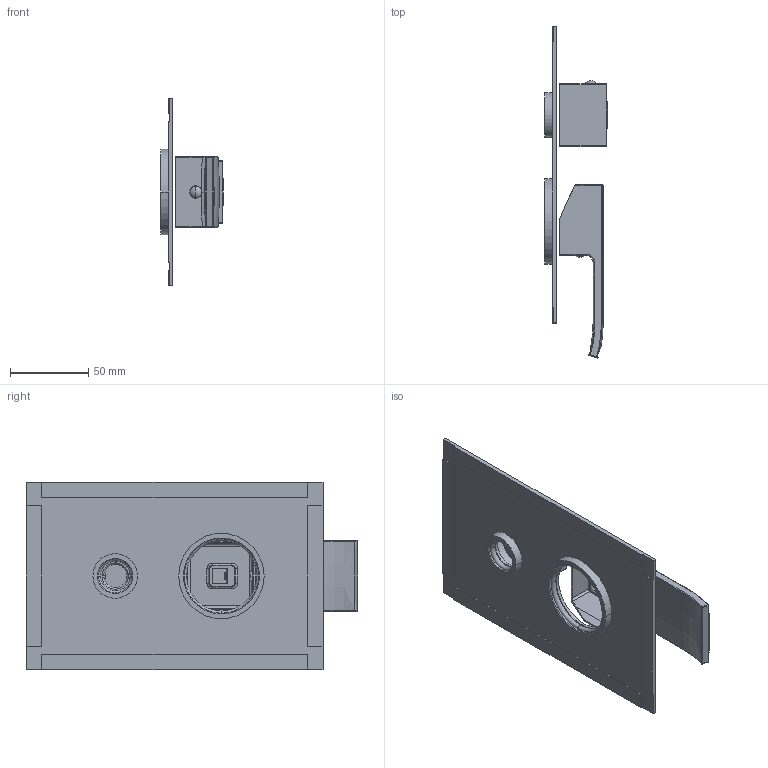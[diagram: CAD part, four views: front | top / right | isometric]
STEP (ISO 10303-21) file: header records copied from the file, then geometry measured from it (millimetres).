
FILE_DESCRIPTION((''),'2;1');
FILE_NAME('EL018CR-MEST','2021-11-04T10:10:36',('ut3'),('PAFFONI SpA'),'CREO PARAMETRIC BY PTC INC, 2020044','CREO PARAMETRIC BY PTC INC, 2020044','');
FILE_SCHEMA(('CONFIG_CONTROL_DESIGN','SHAPE_APPEARANCE_LAYERS_GROUPS'));
Length unit declared in the file: millimetre
Products named in the file (1): EL018CR-MEST
Bounding box: 39.99 x 212.33 x 120 mm (x, y, z)
Volume: 110539 mm3; surface area: 82573.7 mm2
Topology: 3 solids, 3 shells, 279 faces, 668 edges, 410 vertices
Faces by surface type: plane 111, cylinder 105, cone 25, sphere 14, bspline 13, torus 11
Entity records: 11623 total; most frequent: CARTESIAN_POINT 3208, DIRECTION 1331, ORIENTED_EDGE 1324, EDGE_CURVE 662, AXIS2_PLACEMENT_3D 493, VERTEX_POINT 410, VECTOR 345, LINE 345
